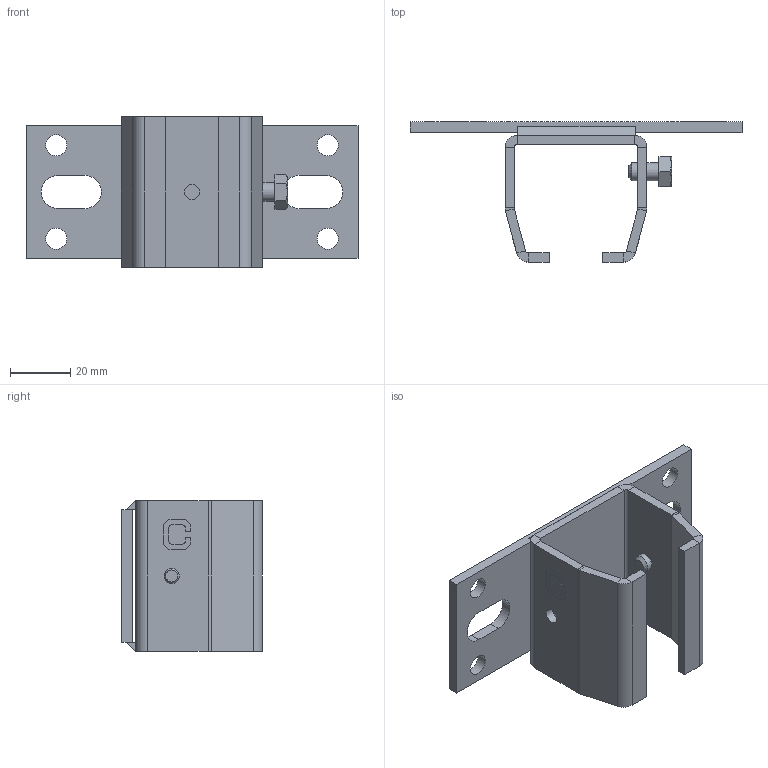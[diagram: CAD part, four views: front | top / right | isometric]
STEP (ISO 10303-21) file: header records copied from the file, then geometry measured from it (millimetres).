
FILE_DESCRIPTION(('STEP AP203'), '1');
FILE_NAME('ÐË253.RC35 Äåðæàòåëü ñ âåðõíèì êðåïëåíèåì', '', ('UNSPECIFIED'), ('UNSPECIFIED'), 'ASCON STEP Converter 1.3', 'ASCON Math Kernel', '');
FILE_SCHEMA(('CONFIG_CONTROL_DESIGN'));
Length unit declared in the file: millimetre
Products named in the file (1): 253.RC35 Äåðæàòåëü ñ âåðõíèì êðåïëåíèåì
Bounding box: 110 x 46.5 x 50 mm (x, y, z)
Volume: 36449.1 mm3; surface area: 25666.9 mm2
Topology: 1 solids, 1 shells, 119 faces, 284 edges, 169 vertices
Faces by surface type: plane 84, cylinder 32, cone 2, torus 1
Full cylindrical faces by diameter (mm): 5 x2, 6 x2, 7 x4
Entity records: 4574 total; most frequent: CARTESIAN_POINT 814, DIRECTION 574, ORIENTED_EDGE 546, EDGE_CURVE 273, LINE 200, VECTOR 200, AXIS2_PLACEMENT_3D 187, VERTEX_POINT 169
